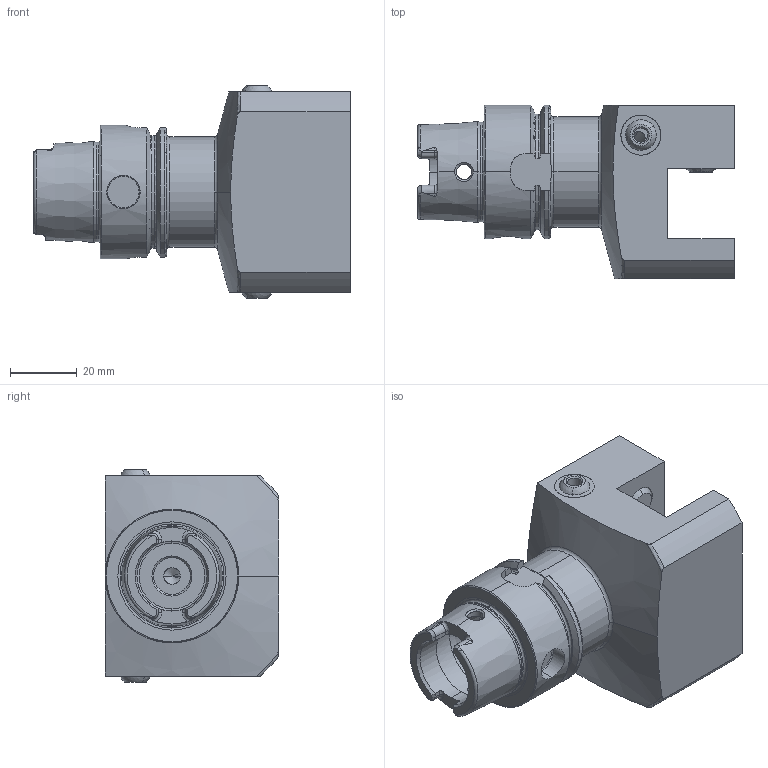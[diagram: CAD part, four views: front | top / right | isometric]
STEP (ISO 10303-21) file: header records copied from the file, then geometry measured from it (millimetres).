
FILE_DESCRIPTION (( 'STEP AP214' ), '1' );
FILE_NAME ('HA4.V20.N11.075.STEP', '2020-09-16T14:53:36', ( '' ), ( '' ), 'SwSTEP 2.0', 'SolidWorks 2017', '' );
FILE_SCHEMA (( 'AUTOMOTIVE_DESIGN' ));
Length unit declared in the file: millimetre
Products named in the file (6): KU1-U12.001.010; KU1-U12.001.010_2; KU1-U12.001.010_1; HA4.V20.N11.075; HA4-V20.N11.075_A_Fertigbearbeitung; ISO 4026 - M10 x 18
Assembly tree (8 placements, depth 3):
  HA4.V20.N11.075
    HA4-V20.N11.075_A_Fertigbearbeitung
    KU1-U12.001.010  x2
      KU1-U12.001.010_1
      KU1-U12.001.010_2
    ISO 4026 - M10 x 18  x3
Bounding box: 94.9 x 52 x 63.6 mm (x, y, z)
Volume: 128597.2 mm3; surface area: 32114.8 mm2
Topology: 8 solids, 8 shells, 280 faces, 728 edges, 456 vertices
Faces by surface type: plane 89, cylinder 80, cone 62, torus 37, sphere 8, bspline 4
Entity records: 9940 total; most frequent: CARTESIAN_POINT 2804, ORIENTED_EDGE 1208, DIRECTION 1175, EDGE_CURVE 604, AXIS2_PLACEMENT_3D 477, VERTEX_POINT 380, EDGE_LOOP 252, CIRCLE 236
